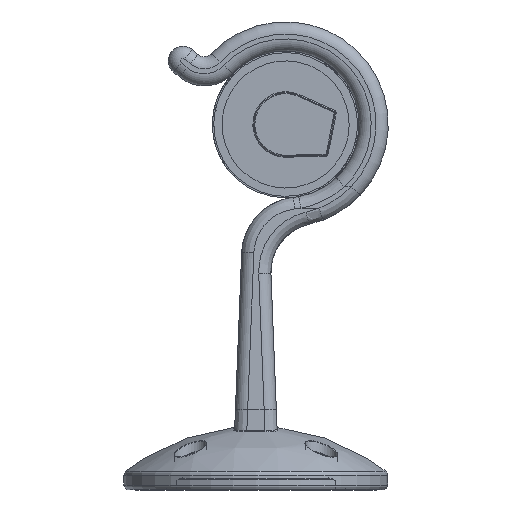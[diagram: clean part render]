
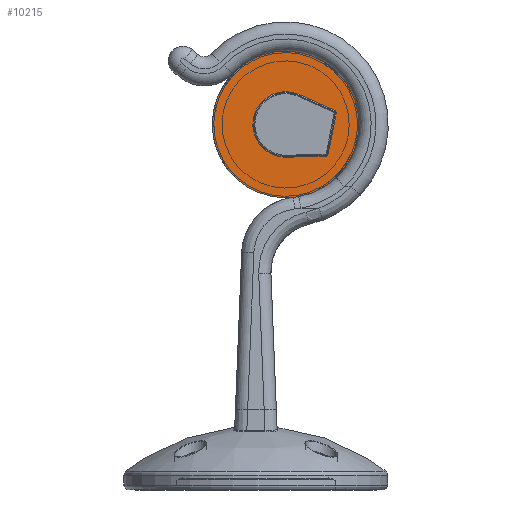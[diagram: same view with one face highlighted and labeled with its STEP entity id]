
A CAD part, left-side view. The second image highlights one B-rep face of the part: STEP entity #10215.
In plain terms, the highlighted planar face has unit normal (-1, 0, 0).
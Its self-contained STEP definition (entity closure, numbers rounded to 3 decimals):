
#141 = VECTOR ( 'NONE', #15646, 1000. ) ;
#490 = DIRECTION ( 'NONE',  ( 0., 0.981, 0.196 ) ) ;
#520 = DIRECTION ( 'NONE',  ( 0., 0.981, 0.196 ) ) ;
#1044 = VERTEX_POINT ( 'NONE', #14234 ) ;
#1916 = LINE ( 'NONE', #10637, #8744 ) ;
#2193 = VERTEX_POINT ( 'NONE', #7061 ) ;
#2261 = EDGE_LOOP ( 'NONE', ( #14732 ) ) ;
#2543 = AXIS2_PLACEMENT_3D ( 'NONE', #15573, #8177, #490 ) ;
#2557 = AXIS2_PLACEMENT_3D ( 'NONE', #14327, #6855, #15548 ) ;
#4074 = AXIS2_PLACEMENT_3D ( 'NONE', #5713, #14444, #6988 ) ;
#4294 = FACE_BOUND ( 'NONE', #8680, .T. ) ;
#4381 = VERTEX_POINT ( 'NONE', #6004 ) ;
#4435 = VERTEX_POINT ( 'NONE', #7269 ) ;
#4511 = CARTESIAN_POINT ( 'NONE',  ( -713.97, 49.723, 2.02 ) ) ;
#4763 = VERTEX_POINT ( 'NONE', #11141 ) ;
#5126 = FACE_OUTER_BOUND ( 'NONE', #2261, .T. ) ;
#5559 = DIRECTION ( 'NONE',  ( 0., 1., -0.027 ) ) ;
#5713 = CARTESIAN_POINT ( 'NONE',  ( -713.97, 25.044, 1.507 ) ) ;
#5724 = CIRCLE ( 'NONE', #8119, 6.7 ) ;
#6004 = CARTESIAN_POINT ( 'NONE',  ( -713.97, 26.355, -7.084 ) ) ;
#6167 = EDGE_CURVE ( 'NONE', #4763, #4381, #6944, .T. ) ;
#6197 = CARTESIAN_POINT ( 'NONE',  ( -713.97, 35.015, -0.924 ) ) ;
#6370 = EDGE_CURVE ( 'NONE', #4763, #1044, #14938, .T. ) ;
#6855 = DIRECTION ( 'NONE',  ( 1., 0., 0. ) ) ;
#6882 = EDGE_CURVE ( 'NONE', #8393, #4381, #13981, .T. ) ;
#6944 = LINE ( 'NONE', #9600, #141 ) ;
#6988 = DIRECTION ( 'NONE',  ( 0., 0.981, 0.196 ) ) ;
#7061 = CARTESIAN_POINT ( 'NONE',  ( -713.97, 32.272, 5.189 ) ) ;
#7155 = CARTESIAN_POINT ( 'NONE',  ( -713.97, 26.737, -7.405 ) ) ;
#7207 = EDGE_CURVE ( 'NONE', #8393, #4435, #1916, .T. ) ;
#7269 = CARTESIAN_POINT ( 'NONE',  ( -713.97, 34.836, -7.622 ) ) ;
#7470 = DIRECTION ( 'NONE',  ( 1., 0., 0. ) ) ;
#7471 = VERTEX_POINT ( 'NONE', #4511 ) ;
#7914 = LINE ( 'NONE', #11210, #14507 ) ;
#8062 = EDGE_CURVE ( 'NONE', #4435, #2193, #5724, .T. ) ;
#8119 = AXIS2_PLACEMENT_3D ( 'NONE', #15601, #8204, #520 ) ;
#8177 = DIRECTION ( 'NONE',  ( -1., 0., 0. ) ) ;
#8181 = EDGE_CURVE ( 'NONE', #2193, #1044, #7914, .T. ) ;
#8204 = DIRECTION ( 'NONE',  ( 1., 0., 0. ) ) ;
#8366 = AXIS2_PLACEMENT_3D ( 'NONE', #6197, #7470, #16157 ) ;
#8393 = VERTEX_POINT ( 'NONE', #7155 ) ;
#8507 = EDGE_CURVE ( 'NONE', #7471, #7471, #15082, .T. ) ;
#8680 = EDGE_LOOP ( 'NONE', ( #12446, #13225, #13419, #13592, #13993, #14351 ) ) ;
#8744 = VECTOR ( 'NONE', #5559, 1000. ) ;
#9600 = CARTESIAN_POINT ( 'NONE',  ( -713.97, 26.387, -7.24 ) ) ;
#10215 = ADVANCED_FACE ( 'NONE', ( #4294, #5126 ), #13686, .F. ) ;
#10637 = CARTESIAN_POINT ( 'NONE',  ( -713.97, 34.836, -7.622 ) ) ;
#11006 = DIRECTION ( 'NONE',  ( 0., -0.912, -0.409 ) ) ;
#11141 = CARTESIAN_POINT ( 'NONE',  ( -713.97, 24.652, 1.428 ) ) ;
#11210 = CARTESIAN_POINT ( 'NONE',  ( -713.97, 24.735, 1.807 ) ) ;
#12446 = ORIENTED_EDGE ( 'NONE', *, *, #6370, .F. ) ;
#13225 = ORIENTED_EDGE ( 'NONE', *, *, #6167, .T. ) ;
#13419 = ORIENTED_EDGE ( 'NONE', *, *, #6882, .F. ) ;
#13592 = ORIENTED_EDGE ( 'NONE', *, *, #7207, .T. ) ;
#13686 = PLANE ( 'NONE',  #8366 ) ;
#13981 = CIRCLE ( 'NONE', #2543, 0.4 ) ;
#13993 = ORIENTED_EDGE ( 'NONE', *, *, #8062, .T. ) ;
#14234 = CARTESIAN_POINT ( 'NONE',  ( -713.97, 24.88, 1.872 ) ) ;
#14327 = CARTESIAN_POINT ( 'NONE',  ( -713.97, 35.015, -0.924 ) ) ;
#14351 = ORIENTED_EDGE ( 'NONE', *, *, #8181, .T. ) ;
#14444 = DIRECTION ( 'NONE',  ( -1., 0., 0. ) ) ;
#14507 = VECTOR ( 'NONE', #11006, 1000. ) ;
#14732 = ORIENTED_EDGE ( 'NONE', *, *, #8507, .F. ) ;
#14938 = CIRCLE ( 'NONE', #4074, 0.4 ) ;
#15082 = CIRCLE ( 'NONE', #2557, 15. ) ;
#15548 = DIRECTION ( 'NONE',  ( 0., 0.981, 0.196 ) ) ;
#15573 = CARTESIAN_POINT ( 'NONE',  ( -713.97, 26.748, -7.005 ) ) ;
#15601 = CARTESIAN_POINT ( 'NONE',  ( -713.97, 35.015, -0.924 ) ) ;
#15646 = DIRECTION ( 'NONE',  ( 0., 0.196, -0.981 ) ) ;
#16157 = DIRECTION ( 'NONE',  ( 0., 0.981, 0.196 ) ) ;
